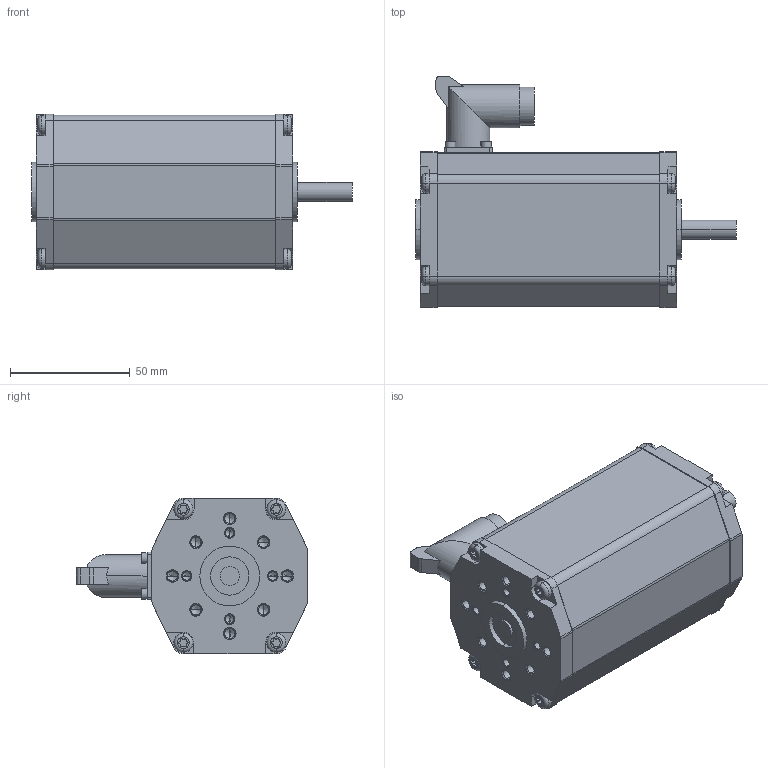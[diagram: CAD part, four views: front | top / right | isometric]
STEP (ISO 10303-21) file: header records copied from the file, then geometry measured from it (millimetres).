
FILE_DESCRIPTION((''),'2;1');
FILE_NAME('BG65SX25_ST_AS8X25_NS0','2009-09-22T',('lore.leingruber'),(''),'PRO/ENGINEER BY PARAMETRIC TECHNOLOGY CORPORATION, 2006200','PRO/ENGINEER BY PARAMETRIC TECHNOLOGY CORPORATION, 2006200','');
FILE_SCHEMA(('AUTOMOTIVE_DESIGN_CC2 { 1 2 10303 214 -1 1 5 2 }'));
Length unit declared in the file: millimetre
Products named in the file (1): BG65SX25_ST_AS8X25_NS0
Bounding box: 134 x 96.55 x 65 mm (x, y, z)
Volume: 406830.3 mm3; surface area: 41915.2 mm2
Topology: 1 solids, 25 shells, 524 faces, 1338 edges, 847 vertices
Faces by surface type: cylinder 269, plane 143, cone 96, torus 16
Entity records: 15932 total; most frequent: DIRECTION 3002, CARTESIAN_POINT 2713, ORIENTED_EDGE 2484, EDGE_CURVE 1290, AXIS2_PLACEMENT_3D 1195, VERTEX_POINT 847, CIRCLE 670, VECTOR 612
